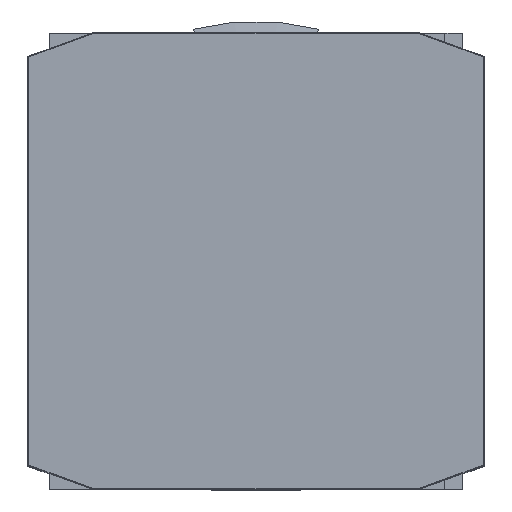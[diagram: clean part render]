
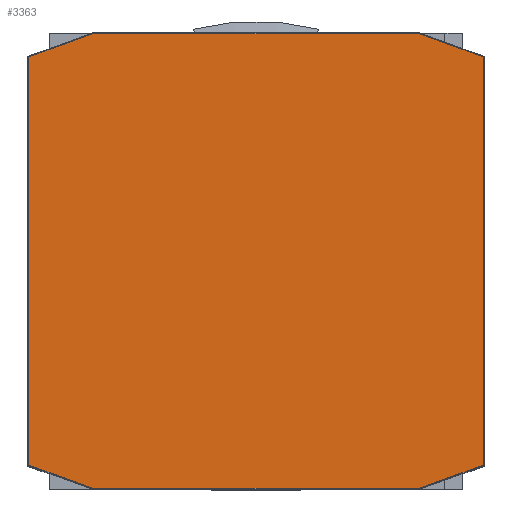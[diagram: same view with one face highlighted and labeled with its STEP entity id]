
A CAD part, top view. The second image highlights one B-rep face of the part: STEP entity #3363.
In plain terms, the highlighted planar face has unit normal (0, 0, 1).
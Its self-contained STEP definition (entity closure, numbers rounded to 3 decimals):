
#3292=CARTESIAN_POINT('',(0.,0.,49.));
#3293=DIRECTION('',(0.0,0.0,1.0));
#3294=DIRECTION('',(1.0,0.0,0.0));
#3295=AXIS2_PLACEMENT_3D('',#3292,#3293,#3294);
#3296=PLANE('',#3295);
#3297=CARTESIAN_POINT('',(-26.4,-23.7,49.));
#3298=VERTEX_POINT('',#3297);
#3299=CARTESIAN_POINT('',(-26.4,23.7,49.));
#3300=VERTEX_POINT('',#3299);
#3301=CARTESIAN_POINT('',(-26.4,-23.7,49.));
#3302=DIRECTION('',(0.0,1.0,0.0));
#3303=VECTOR('',#3302,47.4);
#3304=LINE('',#3301,#3303);
#3305=EDGE_CURVE('',#3298,#3300,#3304,.T.);
#3306=ORIENTED_EDGE('',*,*,#3305,.F.);
#3307=CARTESIAN_POINT('',(-18.982,-26.4,49.));
#3308=VERTEX_POINT('',#3307);
#3309=CARTESIAN_POINT('',(-18.982,-26.4,49.));
#3310=DIRECTION('',(-0.94,0.342,0.0));
#3311=VECTOR('',#3310,7.894);
#3312=LINE('',#3309,#3311);
#3313=EDGE_CURVE('',#3308,#3298,#3312,.T.);
#3314=ORIENTED_EDGE('',*,*,#3313,.F.);
#3315=CARTESIAN_POINT('',(18.982,-26.4,49.));
#3316=VERTEX_POINT('',#3315);
#3317=CARTESIAN_POINT('',(18.982,-26.4,49.));
#3318=DIRECTION('',(-1.0,0.0,0.0));
#3319=VECTOR('',#3318,37.965);
#3320=LINE('',#3317,#3319);
#3321=EDGE_CURVE('',#3316,#3308,#3320,.T.);
#3322=ORIENTED_EDGE('',*,*,#3321,.F.);
#3323=CARTESIAN_POINT('',(26.4,-23.7,49.));
#3324=VERTEX_POINT('',#3323);
#3325=CARTESIAN_POINT('',(26.4,-23.7,49.));
#3326=DIRECTION('',(-0.94,-0.342,0.0));
#3327=VECTOR('',#3326,7.894);
#3328=LINE('',#3325,#3327);
#3329=EDGE_CURVE('',#3324,#3316,#3328,.T.);
#3330=ORIENTED_EDGE('',*,*,#3329,.F.);
#3331=CARTESIAN_POINT('',(26.4,23.7,49.));
#3332=VERTEX_POINT('',#3331);
#3333=CARTESIAN_POINT('',(26.4,23.7,49.));
#3334=DIRECTION('',(0.0,-1.0,0.0));
#3335=VECTOR('',#3334,47.4);
#3336=LINE('',#3333,#3335);
#3337=EDGE_CURVE('',#3332,#3324,#3336,.T.);
#3338=ORIENTED_EDGE('',*,*,#3337,.F.);
#3339=CARTESIAN_POINT('',(18.982,26.4,49.));
#3340=VERTEX_POINT('',#3339);
#3341=CARTESIAN_POINT('',(18.982,26.4,49.));
#3342=DIRECTION('',(0.94,-0.342,0.0));
#3343=VECTOR('',#3342,7.894);
#3344=LINE('',#3341,#3343);
#3345=EDGE_CURVE('',#3340,#3332,#3344,.T.);
#3346=ORIENTED_EDGE('',*,*,#3345,.F.);
#3347=CARTESIAN_POINT('',(-18.982,26.4,49.));
#3348=VERTEX_POINT('',#3347);
#3349=CARTESIAN_POINT('',(-18.982,26.4,49.));
#3350=DIRECTION('',(1.0,0.0,0.0));
#3351=VECTOR('',#3350,37.965);
#3352=LINE('',#3349,#3351);
#3353=EDGE_CURVE('',#3348,#3340,#3352,.T.);
#3354=ORIENTED_EDGE('',*,*,#3353,.F.);
#3355=CARTESIAN_POINT('',(-26.4,23.7,49.));
#3356=DIRECTION('',(0.94,0.342,0.0));
#3357=VECTOR('',#3356,7.894);
#3358=LINE('',#3355,#3357);
#3359=EDGE_CURVE('',#3300,#3348,#3358,.T.);
#3360=ORIENTED_EDGE('',*,*,#3359,.F.);
#3361=EDGE_LOOP('',(#3306,#3314,#3322,#3330,#3338,#3346,#3354,#3360));
#3362=FACE_OUTER_BOUND('',#3361,.T.);
#3363=ADVANCED_FACE('',(#3362),#3296,.T.);
